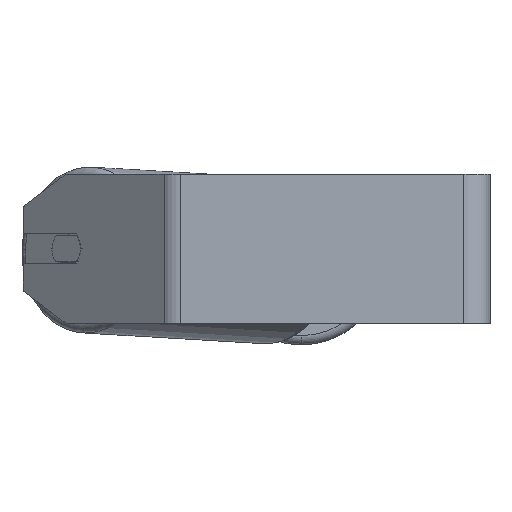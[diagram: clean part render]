
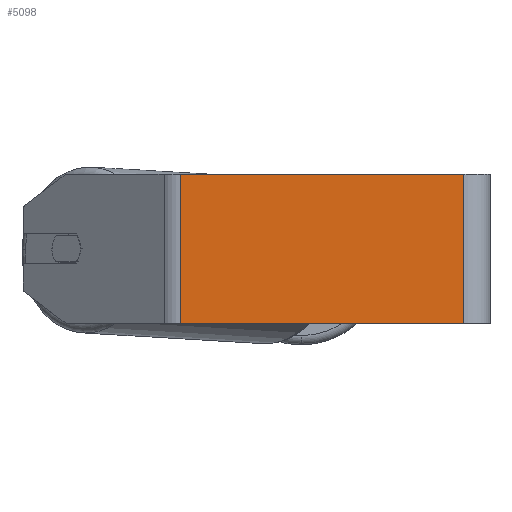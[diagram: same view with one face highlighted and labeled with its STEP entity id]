
A CAD part, left-side view. The second image highlights one B-rep face of the part: STEP entity #5098.
In plain terms, the highlighted planar face has unit normal (-1, 0, 0).
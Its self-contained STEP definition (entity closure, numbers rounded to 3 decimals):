
#10 = EDGE_CURVE ( 'NONE', #2578, #5603, #727, .T. ) ;
#136 = ORIENTED_EDGE ( 'NONE', *, *, #3449, .F. ) ;
#284 = CARTESIAN_POINT ( 'NONE',  ( -300., 165.566, -40. ) ) ;
#528 = EDGE_CURVE ( 'NONE', #7146, #6293, #4991, .T. ) ;
#601 = ORIENTED_EDGE ( 'NONE', *, *, #4994, .T. ) ;
#727 = LINE ( 'NONE', #3303, #3243 ) ;
#953 = CARTESIAN_POINT ( 'NONE',  ( -300., 165.566, 40. ) ) ;
#1150 = FACE_OUTER_BOUND ( 'NONE', #1310, .T. ) ;
#1310 = EDGE_LOOP ( 'NONE', ( #601, #8101, #136, #7016 ) ) ;
#1641 = VECTOR ( 'NONE', #2234, 1000. ) ;
#2119 = AXIS2_PLACEMENT_3D ( 'NONE', #8334, #2455, #5052 ) ;
#2234 = DIRECTION ( 'NONE',  ( 0., 0., -1. ) ) ;
#2293 = LINE ( 'NONE', #8014, #7140 ) ;
#2455 = DIRECTION ( 'NONE',  ( 1., 0., 0. ) ) ;
#2578 = VERTEX_POINT ( 'NONE', #953 ) ;
#2795 = CARTESIAN_POINT ( 'NONE',  ( -300., 14., 40. ) ) ;
#2982 = CARTESIAN_POINT ( 'NONE',  ( -300., 14., 40. ) ) ;
#3026 = VECTOR ( 'NONE', #7135, 1000. ) ;
#3243 = VECTOR ( 'NONE', #5889, 1000. ) ;
#3302 = CARTESIAN_POINT ( 'NONE',  ( -300., 170.662, 40. ) ) ;
#3303 = CARTESIAN_POINT ( 'NONE',  ( -300., 165.566, 40. ) ) ;
#3449 = EDGE_CURVE ( 'NONE', #2578, #7146, #3988, .T. ) ;
#3988 = LINE ( 'NONE', #3302, #3026 ) ;
#4991 = LINE ( 'NONE', #2982, #1641 ) ;
#4994 = EDGE_CURVE ( 'NONE', #5603, #6293, #2293, .T. ) ;
#5052 = DIRECTION ( 'NONE',  ( 0., 0., -1. ) ) ;
#5098 = ADVANCED_FACE ( 'NONE', ( #1150 ), #8295, .F. ) ;
#5603 = VERTEX_POINT ( 'NONE', #284 ) ;
#5889 = DIRECTION ( 'NONE',  ( 0., 0., -1. ) ) ;
#6293 = VERTEX_POINT ( 'NONE', #6623 ) ;
#6623 = CARTESIAN_POINT ( 'NONE',  ( -300., 14., -40. ) ) ;
#7016 = ORIENTED_EDGE ( 'NONE', *, *, #10, .T. ) ;
#7135 = DIRECTION ( 'NONE',  ( 0., -1., 0. ) ) ;
#7140 = VECTOR ( 'NONE', #7966, 1000. ) ;
#7146 = VERTEX_POINT ( 'NONE', #2795 ) ;
#7966 = DIRECTION ( 'NONE',  ( 0., -1., 0. ) ) ;
#8014 = CARTESIAN_POINT ( 'NONE',  ( -300., 170.662, -40. ) ) ;
#8101 = ORIENTED_EDGE ( 'NONE', *, *, #528, .F. ) ;
#8295 = PLANE ( 'NONE',  #2119 ) ;
#8334 = CARTESIAN_POINT ( 'NONE',  ( -300., 170.662, 40. ) ) ;
